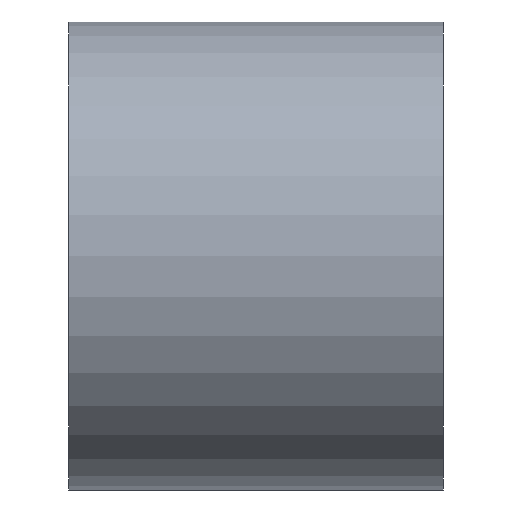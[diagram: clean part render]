
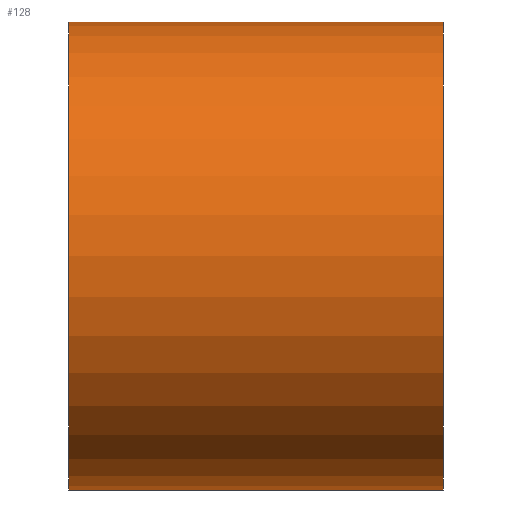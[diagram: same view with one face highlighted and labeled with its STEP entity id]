
A CAD part, left-side view. The second image highlights one B-rep face of the part: STEP entity #128.
In plain terms, the highlighted cylindrical face has radius 1.5 mm (diameter 3 mm), a partial arc.
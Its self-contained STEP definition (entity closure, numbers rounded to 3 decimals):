
#4 = CARTESIAN_POINT ( 'NONE',  ( 0., 1.2, 0. ) ) ;
#10 = VERTEX_POINT ( 'NONE', #196 ) ;
#13 = EDGE_CURVE ( 'NONE', #10, #75, #36, .T. ) ;
#25 = DIRECTION ( 'NONE',  ( 0., -1., 0. ) ) ;
#30 = VERTEX_POINT ( 'NONE', #95 ) ;
#33 = ORIENTED_EDGE ( 'NONE', *, *, #90, .F. ) ;
#36 = CIRCLE ( 'NONE', #76, 1.5 ) ;
#39 = ORIENTED_EDGE ( 'NONE', *, *, #209, .T. ) ;
#47 = FACE_OUTER_BOUND ( 'NONE', #163, .T. ) ;
#52 = ORIENTED_EDGE ( 'NONE', *, *, #13, .T. ) ;
#53 = AXIS2_PLACEMENT_3D ( 'NONE', #4, #180, #169 ) ;
#60 = DIRECTION ( 'NONE',  ( 0., -1., 0. ) ) ;
#75 = VERTEX_POINT ( 'NONE', #78 ) ;
#76 = AXIS2_PLACEMENT_3D ( 'NONE', #162, #197, #177 ) ;
#78 = CARTESIAN_POINT ( 'NONE',  ( 0., -1.2, 1.5 ) ) ;
#84 = AXIS2_PLACEMENT_3D ( 'NONE', #103, #117, #199 ) ;
#90 = EDGE_CURVE ( 'NONE', #30, #75, #111, .T. ) ;
#95 = CARTESIAN_POINT ( 'NONE',  ( 0., 1.2, 1.5 ) ) ;
#96 = VERTEX_POINT ( 'NONE', #129 ) ;
#103 = CARTESIAN_POINT ( 'NONE',  ( 0., 1.2, 0. ) ) ;
#111 = LINE ( 'NONE', #176, #198 ) ;
#117 = DIRECTION ( 'NONE',  ( 0., -1., 0. ) ) ;
#118 = LINE ( 'NONE', #120, #205 ) ;
#120 = CARTESIAN_POINT ( 'NONE',  ( 0., 1.2, -1.5 ) ) ;
#128 = ADVANCED_FACE ( 'NONE', ( #47 ), #165, .T. ) ;
#129 = CARTESIAN_POINT ( 'NONE',  ( 0., 1.2, -1.5 ) ) ;
#145 = CIRCLE ( 'NONE', #53, 1.5 ) ;
#162 = CARTESIAN_POINT ( 'NONE',  ( 0., -1.2, 0. ) ) ;
#163 = EDGE_LOOP ( 'NONE', ( #33, #170, #39, #52 ) ) ;
#165 = CYLINDRICAL_SURFACE ( 'NONE', #84, 1.5 ) ;
#169 = DIRECTION ( 'NONE',  ( 0., 0., 1. ) ) ;
#170 = ORIENTED_EDGE ( 'NONE', *, *, #184, .F. ) ;
#176 = CARTESIAN_POINT ( 'NONE',  ( 0., 1.2, 1.5 ) ) ;
#177 = DIRECTION ( 'NONE',  ( 0., 0., 1. ) ) ;
#180 = DIRECTION ( 'NONE',  ( 0., 1., 0. ) ) ;
#184 = EDGE_CURVE ( 'NONE', #96, #30, #145, .T. ) ;
#196 = CARTESIAN_POINT ( 'NONE',  ( 0., -1.2, -1.5 ) ) ;
#197 = DIRECTION ( 'NONE',  ( 0., 1., 0. ) ) ;
#198 = VECTOR ( 'NONE', #60, 1000. ) ;
#199 = DIRECTION ( 'NONE',  ( 0., 0., -1. ) ) ;
#205 = VECTOR ( 'NONE', #25, 1000. ) ;
#209 = EDGE_CURVE ( 'NONE', #96, #10, #118, .T. ) ;
